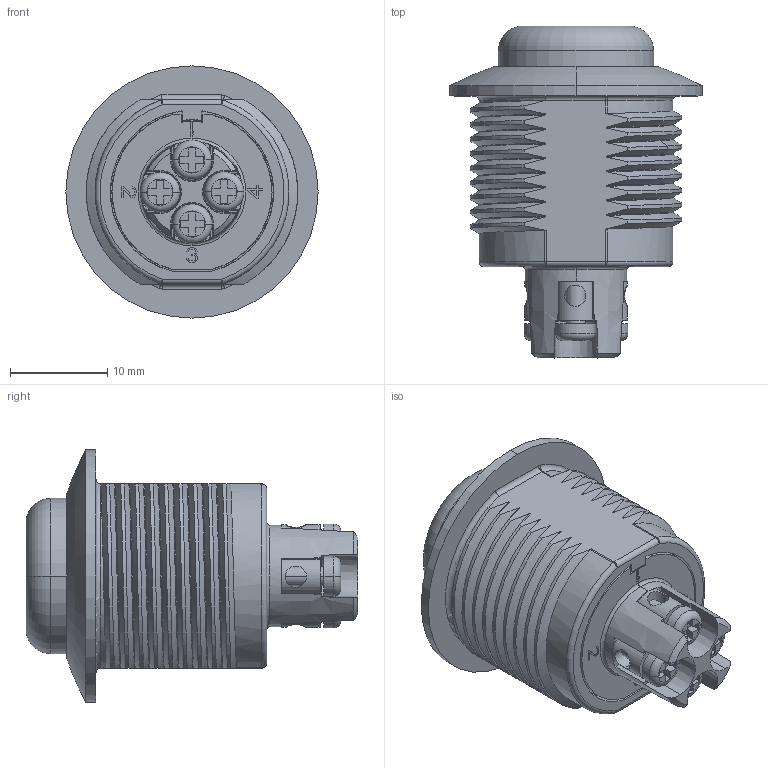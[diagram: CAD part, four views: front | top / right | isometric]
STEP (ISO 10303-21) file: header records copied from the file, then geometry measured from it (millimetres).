
FILE_DESCRIPTION((''),'2;1');
FILE_NAME('172062_ASM','2015-12-08T',('pdmadmin'),(''),'PRO/ENGINEER BY PARAMETRIC TECHNOLOGY CORPORATION, 2013230','PRO/ENGINEER BY PARAMETRIC TECHNOLOGY CORPORATION, 2013230','');
FILE_SCHEMA(('CONFIG_CONTROL_DESIGN'));
Length unit declared in the file: millimetre
Products named in the file (8): 170576; 159269; 170576_ASM; 163454; 163957; 165820; 163456_ASM; 172062_ASM
Assembly tree (13 placements, depth 3):
  172062_ASM
    170576_ASM
      170576
      159269
    163456_ASM
      163454
      163957  x4
      165820  x4
Bounding box: 26 x 34.2 x 26 mm (x, y, z)
Volume: 5449.4 mm3; surface area: 6427.7 mm2
Topology: 11 solids, 23 shells, 647 faces, 1664 edges, 1076 vertices
Faces by surface type: plane 295, cylinder 140, cone 92, bspline 77, torus 37, sphere 6
Entity records: 25755 total; most frequent: CARTESIAN_POINT 13902, ORIENTED_EDGE 2600, DIRECTION 2190, EDGE_CURVE 1304, VERTEX_POINT 848, AXIS2_PLACEMENT_3D 753, VECTOR 684, LINE 684
